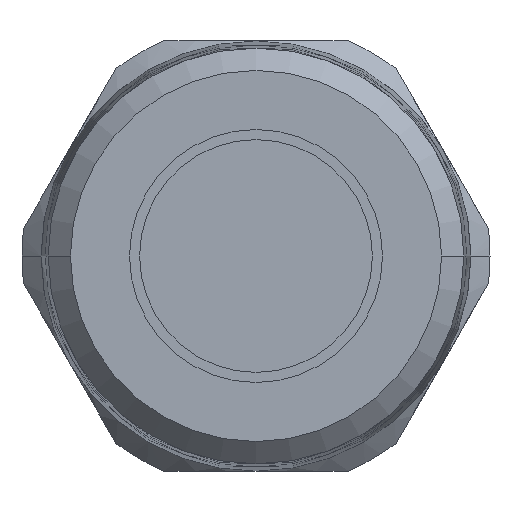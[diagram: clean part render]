
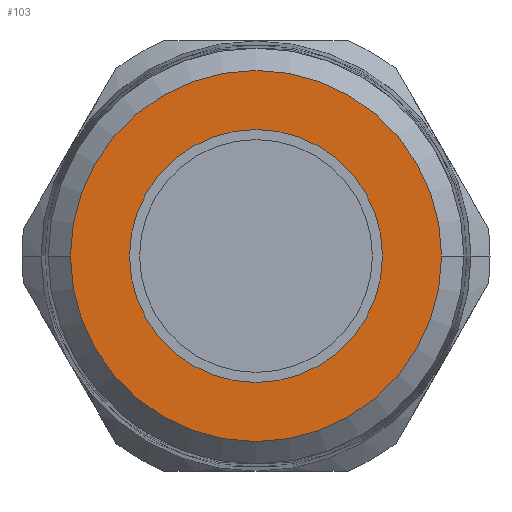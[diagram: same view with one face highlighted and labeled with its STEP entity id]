
A CAD part, front view. The second image highlights one B-rep face of the part: STEP entity #103.
In plain terms, the highlighted planar face has unit normal (0, -1, 0).
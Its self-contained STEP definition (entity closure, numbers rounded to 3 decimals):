
#103=ADVANCED_FACE('',(#257,#258),#259,.T.);
#257=FACE_BOUND('',#448,.T.);
#258=FACE_OUTER_BOUND('',#449,.T.);
#259=PLANE('',#450);
#448=EDGE_LOOP('',(#961,#962));
#449=EDGE_LOOP('',(#963,#964));
#450=AXIS2_PLACEMENT_3D('',#965,#966,#967);
#961=ORIENTED_EDGE('',*,*,#1363,.T.);
#962=ORIENTED_EDGE('',*,*,#1275,.T.);
#963=ORIENTED_EDGE('',*,*,#1258,.F.);
#964=ORIENTED_EDGE('',*,*,#1374,.F.);
#965=CARTESIAN_POINT('',(3.667,0.0,0.0));
#966=DIRECTION('',(-0.0,-1.0,-0.0));
#967=DIRECTION('',(-1.0,0.0,0.0));
#1258=EDGE_CURVE('',#1505,#1508,#1509,.T.);
#1275=EDGE_CURVE('',#1535,#1539,#1541,.T.);
#1363=EDGE_CURVE('',#1539,#1535,#1689,.T.);
#1374=EDGE_CURVE('',#1508,#1505,#1702,.T.);
#1505=VERTEX_POINT('',#1916);
#1508=VERTEX_POINT('',#1920);
#1509=CIRCLE('',#1921,7.334);
#1535=VERTEX_POINT('',#1954);
#1539=VERTEX_POINT('',#1959);
#1541=CIRCLE('',#1962,5.0);
#1689=CIRCLE('',#2219,5.0);
#1702=CIRCLE('',#2232,7.334);
#1916=CARTESIAN_POINT('',(7.334,0.0,0.0));
#1920=CARTESIAN_POINT('',(-7.334,0.0,0.));
#1921=AXIS2_PLACEMENT_3D('',#2573,#2574,#2575);
#1954=CARTESIAN_POINT('',(5.0,0.0,0.));
#1959=CARTESIAN_POINT('',(-5.0,0.0,0.));
#1962=AXIS2_PLACEMENT_3D('',#2606,#2607,#2608);
#2219=AXIS2_PLACEMENT_3D('',#2728,#2729,#2730);
#2232=AXIS2_PLACEMENT_3D('',#2761,#2762,#2763);
#2573=CARTESIAN_POINT('',(0.0,0.0,0.0));
#2574=DIRECTION('',(-0.0,1.0,0.0));
#2575=DIRECTION('',(1.0,0.0,0.0));
#2606=CARTESIAN_POINT('',(0.0,0.0,0.0));
#2607=DIRECTION('',(-0.0,1.0,0.0));
#2608=DIRECTION('',(1.0,0.0,0.0));
#2728=CARTESIAN_POINT('',(0.0,0.0,0.0));
#2729=DIRECTION('',(-0.0,1.0,0.0));
#2730=DIRECTION('',(1.0,0.0,0.0));
#2761=CARTESIAN_POINT('',(0.0,0.0,0.0));
#2762=DIRECTION('',(-0.0,1.0,0.0));
#2763=DIRECTION('',(1.0,0.0,0.0));
